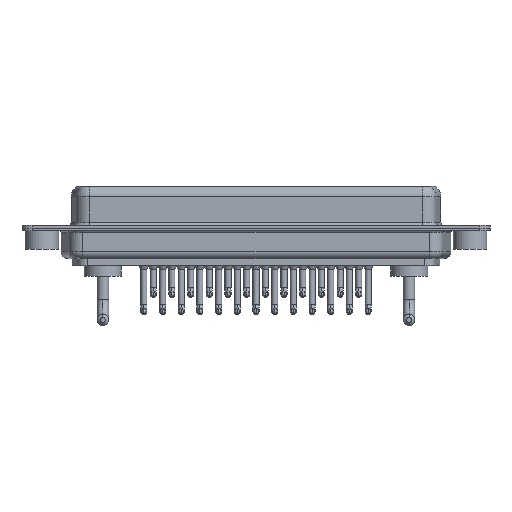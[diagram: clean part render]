
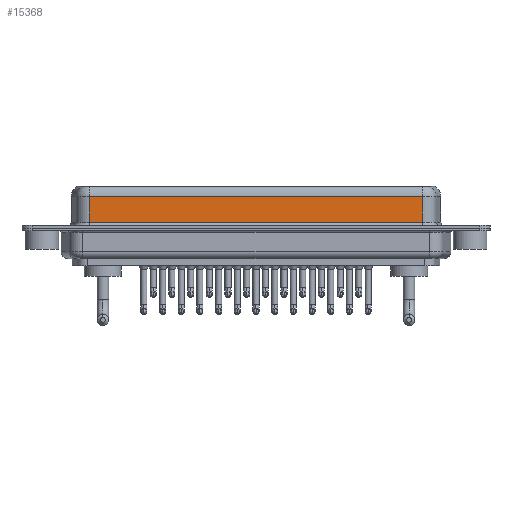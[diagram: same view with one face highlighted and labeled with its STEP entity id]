
A CAD part, front view. The second image highlights one B-rep face of the part: STEP entity #15368.
In plain terms, the highlighted planar face has unit normal (0, -1, 0).
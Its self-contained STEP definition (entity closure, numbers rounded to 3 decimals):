
#127 = LINE ( 'NONE', #2284, #21690 ) ;
#137 = FACE_OUTER_BOUND ( 'NONE', #3666, .T. ) ;
#175 = CARTESIAN_POINT ( 'NONE',  ( 7.038, -3.95, 0.9 ) ) ;
#691 = DIRECTION ( 'NONE',  ( 0., 0., -1. ) ) ;
#945 = AXIS2_PLACEMENT_3D ( 'NONE', #19397, #23653, #23416 ) ;
#2284 = CARTESIAN_POINT ( 'NONE',  ( 56.462, -3.95, 6.4 ) ) ;
#2401 = PLANE ( 'NONE',  #945 ) ;
#3528 = VERTEX_POINT ( 'NONE', #16871 ) ;
#3666 = EDGE_LOOP ( 'NONE', ( #12926, #18988, #23013, #13830 ) ) ;
#5044 = DIRECTION ( 'NONE',  ( -1., 0., 0. ) ) ;
#5079 = DIRECTION ( 'NONE',  ( 1., 0., 0. ) ) ;
#7208 = VECTOR ( 'NONE', #5079, 1000. ) ;
#8129 = CARTESIAN_POINT ( 'NONE',  ( 56.462, -3.95, 0.9 ) ) ;
#8445 = CARTESIAN_POINT ( 'NONE',  ( 56.462, -3.95, 4.65 ) ) ;
#8602 = LINE ( 'NONE', #20176, #10060 ) ;
#9113 = LINE ( 'NONE', #10735, #7208 ) ;
#10060 = VECTOR ( 'NONE', #691, 1000. ) ;
#10735 = CARTESIAN_POINT ( 'NONE',  ( 56.462, -3.95, 0.9 ) ) ;
#11979 = EDGE_CURVE ( 'NONE', #3528, #18776, #127, .T. ) ;
#12926 = ORIENTED_EDGE ( 'NONE', *, *, #11979, .F. ) ;
#13830 = ORIENTED_EDGE ( 'NONE', *, *, #22052, .T. ) ;
#15368 = ADVANCED_FACE ( 'NONE', ( #137 ), #2401, .F. ) ;
#16851 = VERTEX_POINT ( 'NONE', #175 ) ;
#16871 = CARTESIAN_POINT ( 'NONE',  ( 56.462, -3.95, 4.65 ) ) ;
#17623 = DIRECTION ( 'NONE',  ( 0., 0., -1. ) ) ;
#18388 = LINE ( 'NONE', #8445, #18752 ) ;
#18752 = VECTOR ( 'NONE', #5044, 1000. ) ;
#18776 = VERTEX_POINT ( 'NONE', #8129 ) ;
#18988 = ORIENTED_EDGE ( 'NONE', *, *, #19342, .T. ) ;
#19342 = EDGE_CURVE ( 'NONE', #3528, #23345, #18388, .T. ) ;
#19397 = CARTESIAN_POINT ( 'NONE',  ( 56.462, -3.95, 6.4 ) ) ;
#20176 = CARTESIAN_POINT ( 'NONE',  ( 7.038, -3.95, 6.4 ) ) ;
#21690 = VECTOR ( 'NONE', #17623, 1000. ) ;
#22052 = EDGE_CURVE ( 'NONE', #16851, #18776, #9113, .T. ) ;
#23013 = ORIENTED_EDGE ( 'NONE', *, *, #23118, .T. ) ;
#23118 = EDGE_CURVE ( 'NONE', #23345, #16851, #8602, .T. ) ;
#23345 = VERTEX_POINT ( 'NONE', #24436 ) ;
#23416 = DIRECTION ( 'NONE',  ( 0., 0., 1. ) ) ;
#23653 = DIRECTION ( 'NONE',  ( 0., 1., 0. ) ) ;
#24436 = CARTESIAN_POINT ( 'NONE',  ( 7.038, -3.95, 4.65 ) ) ;
